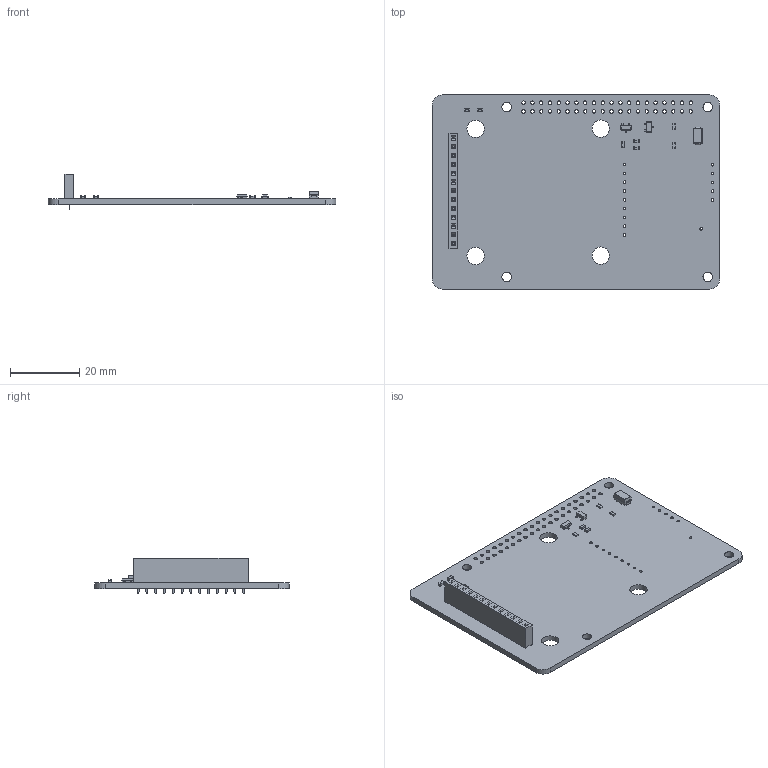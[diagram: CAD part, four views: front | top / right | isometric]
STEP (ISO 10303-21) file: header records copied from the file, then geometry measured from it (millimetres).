
FILE_DESCRIPTION(('KiCad electronic assembly'),'2;1');
FILE_NAME('Groundstation_433_Hat.step','2024-11-14T11:21:01',('Pcbnew'), ('Kicad'),'Open CASCADE STEP processor 7.7','KiCad to STEP converter', 'Unknown');
FILE_SCHEMA(('AUTOMOTIVE_DESIGN { 1 0 10303 214 1 1 1 1 }'));
Length unit declared in the file: millimetre
Products named in the file (12): Groundstation_433_Hat 1; C_0603_1608Metric; SOT-23; SOT_23; R_0603_1608Metric; M7; (Unsaved); PinSocket_1x13_P2.54mm_Vertical; PinSocket_1x13_P254mm_Vertical; Groundstation_433_Hat_PCB
Assembly tree (17 placements, depth 3):
  Groundstation_433_Hat 1
    C_0603_1608Metric  x4
      C_0603_1608Metric
    SOT-23  x2
      SOT_23
    R_0603_1608Metric  x3
      R_0603_1608Metric
    M7
      (Unsaved)
    PinSocket_1x13_P2.54mm_Vertical
      PinSocket_1x13_P254mm_Vertical
    Groundstation_433_Hat_PCB
Bounding box: 83 x 56 x 10.1 mm (x, y, z)
Volume: 7799.9 mm3; surface area: 10989.3 mm2
Topology: 12 solids, 12 shells, 883 faces, 2276 edges, 1464 vertices
Faces by surface type: plane 641, cylinder 188, bspline 54
Full cylindrical faces by diameter (mm): 0.762 x15, 1 x13, 1.016 x40, 2.75 x4, 5 x4
Entity records: 24618 total; most frequent: CARTESIAN_POINT 3672, ORIENTED_EDGE 3488, DIRECTION 3280, EDGE_CURVE 1744, LINE 1468, VECTOR 1468, VERTEX_POINT 1126, AXIS2_PLACEMENT_3D 906
